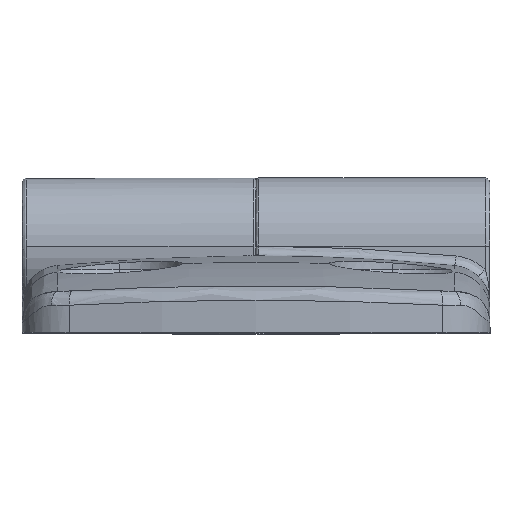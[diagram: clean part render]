
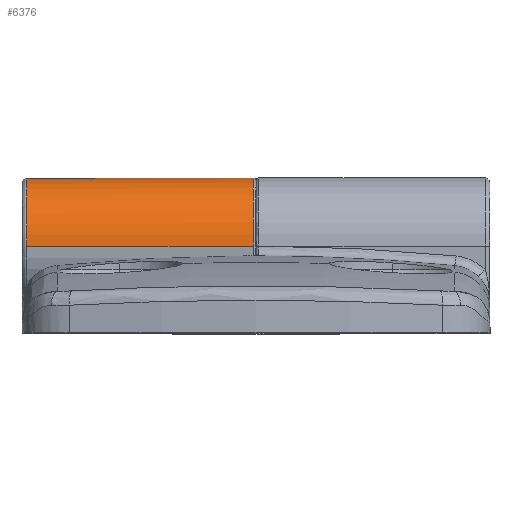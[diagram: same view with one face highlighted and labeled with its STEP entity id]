
A CAD part, top view. The second image highlights one B-rep face of the part: STEP entity #6376.
In plain terms, the highlighted cylindrical face has radius 7 mm (diameter 14 mm), a partial arc.
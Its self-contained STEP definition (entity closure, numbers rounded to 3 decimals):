
#17 = CARTESIAN_POINT ( 'NONE',  ( -24.118, -1.02, 23.514 ) ) ;
#51 = CARTESIAN_POINT ( 'NONE',  ( -24.118, -4.986, 13.94 ) ) ;
#216 = CARTESIAN_POINT ( 'NONE',  ( -15.762, -7.388, 13.543 ) ) ;
#328 = CARTESIAN_POINT ( 'NONE',  ( -0.918, -6.908, 13.56 ) ) ;
#810 = CIRCLE ( 'NONE', #6009, 7. ) ;
#815 = CARTESIAN_POINT ( 'NONE',  ( -24.118, -7.388, 27.543 ) ) ;
#849 = CARTESIAN_POINT ( 'NONE',  ( -24.118, -0.468, 21.765 ) ) ;
#877 = CARTESIAN_POINT ( 'NONE',  ( -24.118, -6.777, 13.543 ) ) ;
#1010 = CARTESIAN_POINT ( 'NONE',  ( 23.382, -7.388, 20.543 ) ) ;
#1438 = CARTESIAN_POINT ( 'NONE',  ( 23.382, -7.388, 13.543 ) ) ;
#1635 = VERTEX_POINT ( 'NONE', #216 ) ;
#1696 = CARTESIAN_POINT ( 'NONE',  ( -24.118, -0.388, 19.932 ) ) ;
#1778 = B_SPLINE_CURVE_WITH_KNOTS ( 'NONE', 3,
 ( #815, #5844, #2492, #8374, #3353, #9217, #4168, #10063, #5019, #17, #5873, #849, #6700, #1696, #7549, #2532, #8407, #3384, #9256, #4203, #10100, #5060, #51, #5902, #877, #6743 ),
 .UNSPECIFIED., .F., .F.,
 ( 4, 2, 2, 2, 2, 2, 2, 2, 2, 2, 2, 2, 4 ),
 ( 0., 0.083, 0.167, 0.25, 0.333, 0.417, 0.5, 0.583, 0.667, 0.75, 0.833, 0.917, 1. ),
 .UNSPECIFIED. ) ;
#1806 = FACE_OUTER_BOUND ( 'NONE', #6605, .T. ) ;
#2192 = CARTESIAN_POINT ( 'NONE',  ( -24.118, -7.388, 13.543 ) ) ;
#2492 = CARTESIAN_POINT ( 'NONE',  ( -24.118, -6.166, 27.463 ) ) ;
#2532 = CARTESIAN_POINT ( 'NONE',  ( -24.118, -0.784, 18.142 ) ) ;
#2597 = EDGE_CURVE ( 'NONE', #1635, #9906, #6532, .T. ) ;
#2769 = DIRECTION ( 'NONE',  ( -1., 0., 0. ) ) ;
#2856 = CARTESIAN_POINT ( 'NONE',  ( -15.762, -7.388, 13.543 ) ) ;
#3265 = VERTEX_POINT ( 'NONE', #7225 ) ;
#3353 = CARTESIAN_POINT ( 'NONE',  ( -24.118, -4.417, 26.911 ) ) ;
#3384 = CARTESIAN_POINT ( 'NONE',  ( -24.118, -1.631, 16.514 ) ) ;
#3547 = DIRECTION ( 'NONE',  ( -1., 0., 0. ) ) ;
#3838 = VERTEX_POINT ( 'NONE', #3859 ) ;
#3859 = CARTESIAN_POINT ( 'NONE',  ( -24.118, -7.388, 27.543 ) ) ;
#3991 = CARTESIAN_POINT ( 'NONE',  ( 23.382, -7.388, 27.543 ) ) ;
#4168 = CARTESIAN_POINT ( 'NONE',  ( -24.118, -2.87, 25.925 ) ) ;
#4203 = CARTESIAN_POINT ( 'NONE',  ( -24.118, -2.87, 15.162 ) ) ;
#5019 = CARTESIAN_POINT ( 'NONE',  ( -24.118, -1.631, 24.572 ) ) ;
#5060 = CARTESIAN_POINT ( 'NONE',  ( -24.118, -4.417, 14.176 ) ) ;
#5204 = CYLINDRICAL_SURFACE ( 'NONE', #8242, 7. ) ;
#5844 = CARTESIAN_POINT ( 'NONE',  ( -24.118, -6.777, 27.543 ) ) ;
#5873 = CARTESIAN_POINT ( 'NONE',  ( -24.118, -0.784, 22.945 ) ) ;
#5902 = CARTESIAN_POINT ( 'NONE',  ( -24.118, -6.166, 13.624 ) ) ;
#5971 = DIRECTION ( 'NONE',  ( -1., 0., 0. ) ) ;
#6009 = AXIS2_PLACEMENT_3D ( 'NONE', #7791, #2769, #8635 ) ;
#6287 = EDGE_CURVE ( 'NONE', #3838, #9906, #1778, .T. ) ;
#6376 = ADVANCED_FACE ( 'NONE', ( #1806 ), #5204, .T. ) ;
#6532 = LINE ( 'NONE', #1438, #8492 ) ;
#6605 = EDGE_LOOP ( 'NONE', ( #7020, #10241, #8589, #7228, #9102 ) ) ;
#6700 = CARTESIAN_POINT ( 'NONE',  ( -24.118, -0.388, 21.154 ) ) ;
#6743 = CARTESIAN_POINT ( 'NONE',  ( -24.118, -7.388, 13.543 ) ) ;
#6907 = DIRECTION ( 'NONE',  ( 0., 0., 1. ) ) ;
#6958 = CARTESIAN_POINT ( 'NONE',  ( -0.918, -6.908, 13.56 ) ) ;
#7020 = ORIENTED_EDGE ( 'NONE', *, *, #8510, .F. ) ;
#7085 = EDGE_CURVE ( 'NONE', #3265, #7127, #810, .T. ) ;
#7127 = VERTEX_POINT ( 'NONE', #6958 ) ;
#7225 = CARTESIAN_POINT ( 'NONE',  ( -0.918, -7.388, 27.543 ) ) ;
#7228 = ORIENTED_EDGE ( 'NONE', *, *, #2597, .T. ) ;
#7549 = CARTESIAN_POINT ( 'NONE',  ( -24.118, -0.468, 19.322 ) ) ;
#7791 = CARTESIAN_POINT ( 'NONE',  ( -0.918, -7.388, 20.543 ) ) ;
#7872 = CARTESIAN_POINT ( 'NONE',  ( -10.816, -7.074, 13.543 ) ) ;
#8242 = AXIS2_PLACEMENT_3D ( 'NONE', #1010, #3547, #6907 ) ;
#8374 = CARTESIAN_POINT ( 'NONE',  ( -24.118, -4.986, 27.147 ) ) ;
#8407 = CARTESIAN_POINT ( 'NONE',  ( -24.118, -1.02, 17.572 ) ) ;
#8492 = VECTOR ( 'NONE', #5971, 1000. ) ;
#8510 = EDGE_CURVE ( 'NONE', #3265, #3838, #8582, .T. ) ;
#8582 = LINE ( 'NONE', #3991, #10581 ) ;
#8589 = ORIENTED_EDGE ( 'NONE', *, *, #8762, .T. ) ;
#8635 = DIRECTION ( 'NONE',  ( 0., 0., 1. ) ) ;
#8762 = EDGE_CURVE ( 'NONE', #7127, #1635, #8936, .T. ) ;
#8936 = B_SPLINE_CURVE_WITH_KNOTS ( 'NONE', 3,
 ( #328, #10311, #7872, #2856 ),
 .UNSPECIFIED., .F., .F.,
 ( 4, 4 ),
 ( 0., 1. ),
 .UNSPECIFIED. ) ;
#9102 = ORIENTED_EDGE ( 'NONE', *, *, #6287, .F. ) ;
#9217 = CARTESIAN_POINT ( 'NONE',  ( -24.118, -3.359, 26.3 ) ) ;
#9256 = CARTESIAN_POINT ( 'NONE',  ( -24.118, -2.006, 16.026 ) ) ;
#9867 = DIRECTION ( 'NONE',  ( -1., 0., 0. ) ) ;
#9906 = VERTEX_POINT ( 'NONE', #2192 ) ;
#10063 = CARTESIAN_POINT ( 'NONE',  ( -24.118, -2.006, 25.061 ) ) ;
#10100 = CARTESIAN_POINT ( 'NONE',  ( -24.118, -3.359, 14.787 ) ) ;
#10241 = ORIENTED_EDGE ( 'NONE', *, *, #7085, .T. ) ;
#10311 = CARTESIAN_POINT ( 'NONE',  ( -5.868, -6.915, 13.559 ) ) ;
#10581 = VECTOR ( 'NONE', #9867, 1000. ) ;
